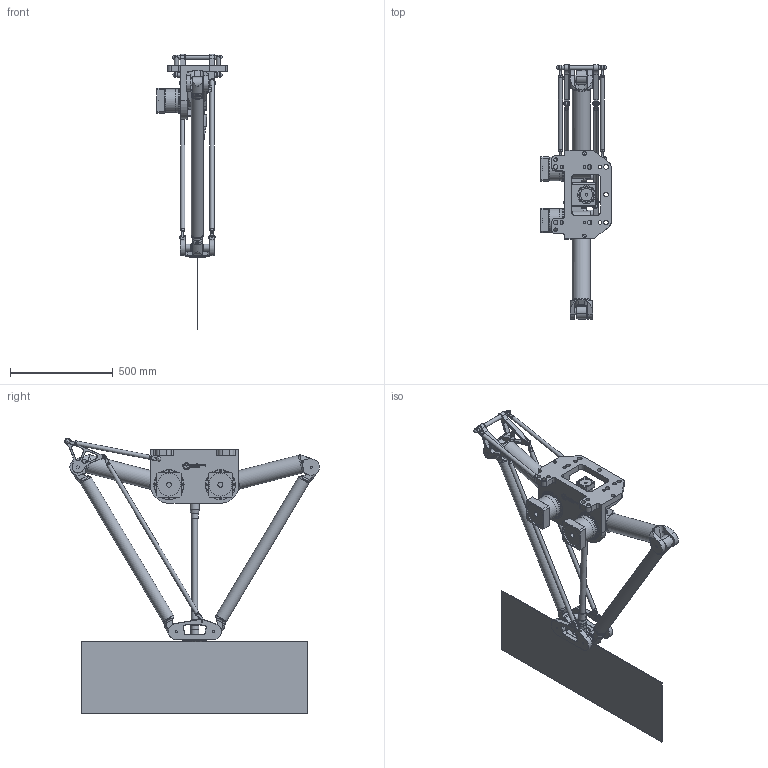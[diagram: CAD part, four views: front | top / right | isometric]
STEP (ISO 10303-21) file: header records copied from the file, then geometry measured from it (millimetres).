
FILE_DESCRIPTION(/* description */ (''),/* implementation_level */ '2;1');
FILE_NAME(/* name */ '3D-model_A_00909.stp',/* time_stamp */ '2023-01-19T09:03:36+01:00',/* author */ ('michael.schutter'),/* organization */ ('Majatronic'),/* preprocessor_version */ 'ST-DEVELOPER v16.5',/* originating_system */ 'Autodesk Inventor 2017',/* authorisation */ '');
FILE_SCHEMA (('AUTOMOTIVE_DESIGN { 1 0 10303 214 3 1 1 }'));
Length unit declared in the file: millimetre
Products named in the file (17): MT_BGR00021223MT_BGR; MT_BGR00021224MT_BGR; MT_WST00066933MT_WST; MT_WST00055121MT_WST; MT_WST00055534MT_WST; MT_WST00066935MT_WST; MT_WST00061011MT_WST; MT_WST00061012MT_WST; MT_WST00061013MT_WST; MT_WST00065727MT_WST; MT_WST00066934MT_WST; MT_WST00061015MT_WST; MT_WST00061014MT_WST; MT_WST00060925MT_WST; MT_WST00063605MT_WST; MT_WST00066903MT_WST; MT_WST00068734MT_WST
Assembly tree (20 placements, depth 3):
  MT_BGR00021223MT_BGR
    MT_BGR00021224MT_BGR
      MT_WST00066933MT_WST
      MT_WST00055121MT_WST  x2
      MT_WST00055534MT_WST
      MT_WST00066935MT_WST
    MT_WST00061013MT_WST  x2
    MT_WST00061011MT_WST
    MT_WST00061012MT_WST
    MT_WST00065727MT_WST
    MT_WST00066934MT_WST
    MT_WST00061015MT_WST  x2
    MT_WST00061014MT_WST  x2
    MT_WST00060925MT_WST
    MT_WST00063605MT_WST
    MT_WST00066903MT_WST
    MT_WST00068734MT_WST
Bounding box: 342 x 1237.5 x 1337.47 mm (x, y, z)
Volume: 24761851.2 mm3; surface area: 2985103.4 mm2
Topology: 21 solids, 22 shells, 2200 faces, 5026 edges, 3199 vertices
Faces by surface type: plane 1051, cylinder 721, cone 302, torus 88, bspline 30, sphere 8
Full cylindrical faces by diameter (mm): 4.134 x32, 4.35 x8, 4.917 x20, 5 x32, 6 x9, 8 x4, 8.2 x24, 8.5 x32, 10 x36, 10.106 x1, 12 x5, 13 x24, 14 x1, 15 x4, 17.294 x8, 18 x16, 19.8 x8, 20 x24, 22 x7, 24 x2, 25 x2, 28 x1, 32 x13, 33 x1, 35 x1, 40 x11, 45 x1, 46 x1, 59.8 x4, 60 x6
Entity records: 54003 total; most frequent: CARTESIAN_POINT 13261, DIRECTION 8603, ORIENTED_EDGE 7320, EDGE_CURVE 3658, AXIS2_PLACEMENT_3D 3290, VERTEX_POINT 2562, EDGE_LOOP 2511, LINE 2023
